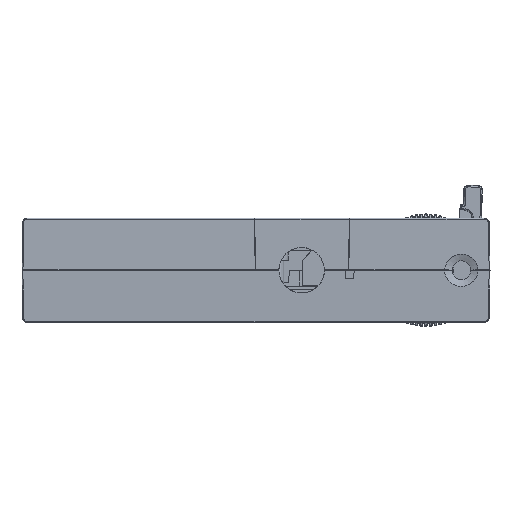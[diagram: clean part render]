
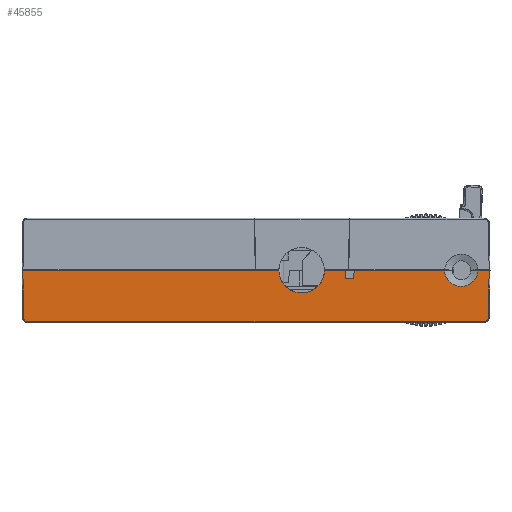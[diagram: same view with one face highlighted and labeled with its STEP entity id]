
A CAD part, left-side view. The second image highlights one B-rep face of the part: STEP entity #45855.
In plain terms, the highlighted planar face has unit normal (-1, 0, -0.018).
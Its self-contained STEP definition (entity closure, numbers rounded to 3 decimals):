
#21170=CARTESIAN_POINT('',(37.772,49.33,
-15.49));
#21171=CARTESIAN_POINT('',(37.78,49.342,
-15.994));
#21172=CARTESIAN_POINT('',(37.797,49.473,
-16.972));
#21173=CARTESIAN_POINT('',(37.822,49.992,
-18.386));
#21174=CARTESIAN_POINT('',(37.844,50.812,
-19.648));
#21175=CARTESIAN_POINT('',(37.862,51.873,
-20.689));
#21176=CARTESIAN_POINT('',(37.876,53.151,
-21.483));
#21177=CARTESIAN_POINT('',(37.885,54.573,
-21.976));
#21178=CARTESIAN_POINT('',(37.888,56.065,
-22.145));
#21179=CARTESIAN_POINT('',(37.885,57.557,
-21.982));
#21180=CARTESIAN_POINT('',(37.876,58.976,
-21.497));
#21181=CARTESIAN_POINT('',(37.863,60.258,
-20.71));
#21182=CARTESIAN_POINT('',(37.844,61.329,
-19.669));
#21183=CARTESIAN_POINT('',(37.822,62.158,
-18.401));
#21184=CARTESIAN_POINT('',(37.797,62.684,
-16.977));
#21185=CARTESIAN_POINT('',(37.78,62.816,
-15.995));
#21186=CARTESIAN_POINT('',(37.772,62.827,
-15.49));
#22112=CARTESIAN_POINT('',(37.772,3.703,
-15.49));
#24577=CARTESIAN_POINT('',(37.772,13.684,
-15.49));
#24578=CARTESIAN_POINT('',(37.778,13.657,
-15.853));
#24579=CARTESIAN_POINT('',(37.79,13.529,
-16.555));
#24580=CARTESIAN_POINT('',(37.808,13.114,
-17.552));
#24581=CARTESIAN_POINT('',(37.823,12.5,
-18.432));
#24582=CARTESIAN_POINT('',(37.836,11.714,
-19.163));
#24583=CARTESIAN_POINT('',(37.845,10.792,
-19.711));
#24584=CARTESIAN_POINT('',(37.851,9.767,
-20.052));
#24585=CARTESIAN_POINT('',(37.853,9.058,
-20.13));
#24586=CARTESIAN_POINT('',(37.853,8.693,
-20.13));
#24588=CARTESIAN_POINT('',(37.853,8.693,
-20.13));
#24589=CARTESIAN_POINT('',(37.853,8.329,
-20.13));
#24590=CARTESIAN_POINT('',(37.851,7.619,
-20.052));
#24591=CARTESIAN_POINT('',(37.845,6.595,
-19.711));
#24592=CARTESIAN_POINT('',(37.836,5.672,
-19.163));
#24593=CARTESIAN_POINT('',(37.823,4.887,
-18.432));
#24594=CARTESIAN_POINT('',(37.808,4.273,
-17.552));
#24595=CARTESIAN_POINT('',(37.79,3.858,
-16.555));
#24596=CARTESIAN_POINT('',(37.778,3.729,
-15.853));
#24597=CARTESIAN_POINT('',(37.772,3.703,
-15.49));
#24599=DIRECTION('',(0.017,0.017,-1.));
#24600=VECTOR('',#24599,13.832);
#24601=CARTESIAN_POINT('',(37.772,0.446,
-15.49));
#24602=LINE('',#24601,#24600);
#24603=DIRECTION('',(-0.017,0.017,1.));
#24604=VECTOR('',#24603,14.126);
#24605=CARTESIAN_POINT('',(38.018,138.55,
-29.612));
#24606=LINE('',#24605,#24604);
#24607=DIRECTION('',(0.,-1.,0.));
#24608=VECTOR('',#24607,75.969);
#24609=CARTESIAN_POINT('',(37.772,138.796,
-15.49));
#24610=LINE('',#24609,#24608);
#24611=DIRECTION('',(-0.017,-0.035,0.999));
#24612=VECTOR('',#24611,2.402);
#24613=CARTESIAN_POINT('',(37.813,40.603,
-17.89));
#24614=LINE('',#24613,#24612);
#24637=DIRECTION('',(0.,1.,0.));
#24638=VECTOR('',#24637,3.257);
#24639=CARTESIAN_POINT('',(37.772,0.446,
-15.49));
#24640=LINE('',#24639,#24638);
#25112=CARTESIAN_POINT('',(38.034,1.937,
-30.544));
#25113=CARTESIAN_POINT('',(38.034,1.803,
-30.544));
#25114=CARTESIAN_POINT('',(38.034,1.55,
-30.505));
#25115=CARTESIAN_POINT('',(38.031,1.198,
-30.329));
#25116=CARTESIAN_POINT('',(38.026,0.916,
-30.051));
#25117=CARTESIAN_POINT('',(38.02,0.734,
-29.703));
#25118=CARTESIAN_POINT('',(38.015,0.691,
-29.451));
#25119=CARTESIAN_POINT('',(38.013,0.687,
-29.317));
#25137=DIRECTION('',(0.,-1.,0.));
#25138=VECTOR('',#25137,135.663);
#25139=CARTESIAN_POINT('',(38.034,137.6,
-30.544));
#25140=LINE('',#25139,#25138);
#25141=CARTESIAN_POINT('',(38.018,138.55,
-29.612));
#25142=CARTESIAN_POINT('',(38.02,138.547,
-29.714));
#25143=CARTESIAN_POINT('',(38.023,138.513,
-29.908));
#25144=CARTESIAN_POINT('',(38.028,138.374,
-30.173));
#25145=CARTESIAN_POINT('',(38.031,138.158,
-30.383));
#25146=CARTESIAN_POINT('',(38.034,137.892,
-30.515));
#25147=CARTESIAN_POINT('',(38.034,137.701,
-30.544));
#25148=CARTESIAN_POINT('',(38.034,137.6,
-30.544));
#33374=DIRECTION('',(0.,1.,0.));
#33375=VECTOR('',#33374,26.835);
#33376=CARTESIAN_POINT('',(37.772,13.684,
-15.49));
#33377=LINE('',#33376,#33375);
#33382=DIRECTION('',(0.,1.,0.));
#33383=VECTOR('',#33382,6.212);
#33384=CARTESIAN_POINT('',(37.772,43.119,
-15.49));
#33385=LINE('',#33384,#33383);
#33394=DIRECTION('',(0.,1.,0.));
#33395=VECTOR('',#33394,2.432);
#33396=CARTESIAN_POINT('',(37.813,40.603,
-17.89));
#33397=LINE('',#33396,#33395);
#33402=DIRECTION('',(-0.017,0.035,0.999));
#33403=VECTOR('',#33402,2.402);
#33404=CARTESIAN_POINT('',(37.813,43.035,
-17.89));
#33405=LINE('',#33404,#33403);
#36121=VERTEX_POINT('',#22112);
#36122=VERTEX_POINT('',#24588);
#36123=VERTEX_POINT('',#24577);
#38045=CARTESIAN_POINT('',(37.772,138.796,
-15.49));
#38046=CARTESIAN_POINT('',(37.772,62.827,
-15.49));
#38047=VERTEX_POINT('',#38045);
#38048=VERTEX_POINT('',#38046);
#38052=CARTESIAN_POINT('',(37.772,0.446,
-15.49));
#38053=VERTEX_POINT('',#38052);
#38054=CARTESIAN_POINT('',(38.013,0.687,
-29.317));
#38055=VERTEX_POINT('',#38054);
#38056=VERTEX_POINT('',#25112);
#38057=CARTESIAN_POINT('',(38.034,137.6,
-30.544));
#38058=VERTEX_POINT('',#38057);
#38059=VERTEX_POINT('',#25141);
#38060=VERTEX_POINT('',#21170);
#38061=CARTESIAN_POINT('',(37.772,43.119,
-15.49));
#38062=VERTEX_POINT('',#38061);
#38063=CARTESIAN_POINT('',(37.813,43.035,
-17.89));
#38064=VERTEX_POINT('',#38063);
#38065=CARTESIAN_POINT('',(37.813,40.603,
-17.89));
#38066=VERTEX_POINT('',#38065);
#38067=CARTESIAN_POINT('',(37.772,40.519,
-15.49));
#38068=VERTEX_POINT('',#38067);
#45822=CARTESIAN_POINT('',(37.769,-3.019,
-15.34));
#45823=DIRECTION('',(-1.,0.,-0.017));
#45824=DIRECTION('',(0.,1.,0.));
#45825=AXIS2_PLACEMENT_3D('',#45822,#45823,#45824);
#45826=PLANE('',#45825);
#45827=ORIENTED_EDGE('',*,*,#42540,.T.);
#45828=ORIENTED_EDGE('',*,*,#42538,.T.);
#45830=ORIENTED_EDGE('',*,*,#45829,.F.);
#45832=ORIENTED_EDGE('',*,*,#45831,.T.);
#45834=ORIENTED_EDGE('',*,*,#45833,.F.);
#45836=ORIENTED_EDGE('',*,*,#45835,.F.);
#45838=ORIENTED_EDGE('',*,*,#45837,.F.);
#45840=ORIENTED_EDGE('',*,*,#45839,.T.);
#45841=ORIENTED_EDGE('',*,*,#45808,.T.);
#45842=ORIENTED_EDGE('',*,*,#41285,.F.);
#45844=ORIENTED_EDGE('',*,*,#45843,.F.);
#45846=ORIENTED_EDGE('',*,*,#45845,.F.);
#45848=ORIENTED_EDGE('',*,*,#45847,.F.);
#45850=ORIENTED_EDGE('',*,*,#45849,.T.);
#45852=ORIENTED_EDGE('',*,*,#45851,.F.);
#45853=EDGE_LOOP('',(#45827,#45828,#45830,#45832,#45834,#45836,#45838,#45840,
#45841,#45842,#45844,#45846,#45848,#45850,#45852));
#45854=FACE_OUTER_BOUND('',#45853,.F.);
#21187=B_SPLINE_CURVE_WITH_KNOTS('',3,(#21170,#21171,#21172,#21173,#21174,
#21175,#21176,#21177,#21178,#21179,#21180,#21181,#21182,#21183,#21184,#21185,
#21186),.UNSPECIFIED.,.F.,.F.,(4,1,1,1,1,1,1,1,1,1,1,1,1,1,4),(0.,
0.071,0.143,0.214,0.286,
0.357,0.429,0.5,0.571,0.643,
0.714,0.786,0.857,0.929,1.),
.UNSPECIFIED.);
#24587=B_SPLINE_CURVE_WITH_KNOTS('',3,(#24577,#24578,#24579,#24580,#24581,
#24582,#24583,#24584,#24585,#24586),.UNSPECIFIED.,.F.,.F.,(4,1,1,1,1,1,1,4),(
0.,0.143,0.286,0.429,0.571,
0.714,0.857,1.),.UNSPECIFIED.);
#24598=B_SPLINE_CURVE_WITH_KNOTS('',3,(#24588,#24589,#24590,#24591,#24592,
#24593,#24594,#24595,#24596,#24597),.UNSPECIFIED.,.F.,.F.,(4,1,1,1,1,1,1,4),(
0.,0.143,0.286,0.429,0.571,
0.714,0.857,1.),.UNSPECIFIED.);
#25120=B_SPLINE_CURVE_WITH_KNOTS('',3,(#25112,#25113,#25114,#25115,#25116,
#25117,#25118,#25119),.UNSPECIFIED.,.F.,.F.,(4,1,1,1,1,4),(0.,0.2,0.4,
0.6,0.8,1.),.UNSPECIFIED.);
#25149=B_SPLINE_CURVE_WITH_KNOTS('',3,(#25141,#25142,#25143,#25144,#25145,
#25146,#25147,#25148),.UNSPECIFIED.,.F.,.F.,(4,1,1,1,1,4),(0.,0.2,0.4,
0.6,0.8,1.),.UNSPECIFIED.);
#41285=EDGE_CURVE('',#38060,#38048,#21187,.T.);
#42538=EDGE_CURVE('',#36122,#36121,#24598,.T.);
#42540=EDGE_CURVE('',#36123,#36122,#24587,.T.);
#45808=EDGE_CURVE('',#38047,#38048,#24610,.T.);
#45829=EDGE_CURVE('',#38053,#36121,#24640,.T.);
#45831=EDGE_CURVE('',#38053,#38055,#24602,.T.);
#45833=EDGE_CURVE('',#38056,#38055,#25120,.T.);
#45835=EDGE_CURVE('',#38058,#38056,#25140,.T.);
#45837=EDGE_CURVE('',#38059,#38058,#25149,.T.);
#45839=EDGE_CURVE('',#38059,#38047,#24606,.T.);
#45843=EDGE_CURVE('',#38062,#38060,#33385,.T.);
#45845=EDGE_CURVE('',#38064,#38062,#33405,.T.);
#45847=EDGE_CURVE('',#38066,#38064,#33397,.T.);
#45849=EDGE_CURVE('',#38066,#38068,#24614,.T.);
#45851=EDGE_CURVE('',#36123,#38068,#33377,.T.);
#45855=ADVANCED_FACE('',(#45854),#45826,.T.);
